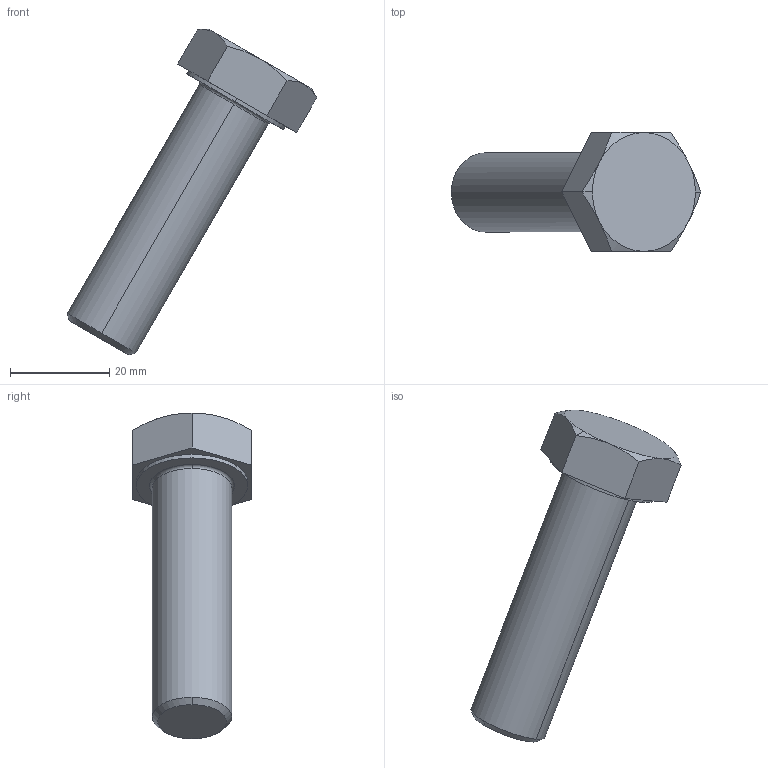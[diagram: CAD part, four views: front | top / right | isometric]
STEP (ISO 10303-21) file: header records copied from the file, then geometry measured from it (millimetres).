
FILE_DESCRIPTION(('CoCreate Modeling STEP Export'),'2;1');
FILE_NAME('bolt.stp','2008-07-11T12:29:30',(''),(''),'CoCreate Modeling STEP processor for AP214 (Solid Model)','CoCreate Modeling 17.00P0623 23-Jun-2008 (C) Parametric Technology GmbH','');
FILE_SCHEMA(('AUTOMOTIVE_DESIGN { 1 0 10303 214 1 1 1 1 }'));
Length unit declared in the file: millimetre
Products named in the file (2): 39156.23; 39156.9
Assembly tree (1 placements, depth 2):
  39156.9
    39156.23
Bounding box: 50.35 x 24 x 65.75 mm (x, y, z)
Volume: 15926.3 mm3; surface area: 4514.1 mm2
Topology: 1 solids, 1 shells, 26 faces, 60 edges, 38 vertices
Faces by surface type: plane 10, cone 10, cylinder 4, torus 2
Entity records: 749 total; most frequent: CARTESIAN_POINT 190, ORIENTED_EDGE 120, DIRECTION 92, EDGE_CURVE 60, VERTEX_POINT 38, AXIS2_PLACEMENT_3D 36, EDGE_LOOP 28, FACE_OUTER_BOUND 26
